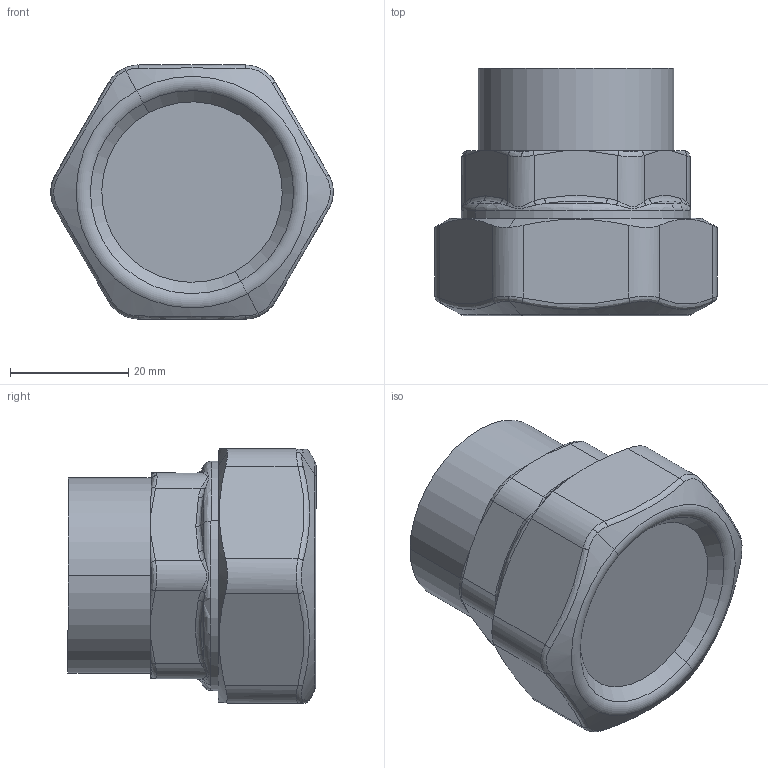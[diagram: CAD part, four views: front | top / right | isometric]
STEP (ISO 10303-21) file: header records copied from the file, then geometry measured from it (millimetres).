
FILE_DESCRIPTION(('CATIA V5 STEP Exchange','CAx-IF Rec.Pracs.--- Model Styling and Organization---1.5--- 2016-08-15','CAx-IF Rec.Pracs.---Supplemental Geometry---1.0---2011-11-01','CAx-IF Rec.Pracs.--- Composite Materials ---3.4---2017-06-13','CAx-IF Rec.Pracs.---Tessellated 3D Geometry---1.0---2015-12-17'),'2;1');
FILE_NAME('STEP_904628_-_TST.stp','2023-10-10T14:52:40+00:00',('none'),('none'),'CATIA Version 5-6 Release 2020 SP5','CATIA V5 STEP AP242 v2','none');
FILE_SCHEMA(('AP242_MANAGED_MODEL_BASED_3D_ENGINEERING_MIM_LF {1 0 10303 442 1 1 4}'));
Length unit declared in the file: millimetre
Products named in the file (1): 904628 - TST
Bounding box: 47.78 x 41.99 x 43.03 mm (x, y, z)
Volume: 47785 mm3; surface area: 8057.4 mm2
Topology: 1 solids, 1 shells, 118 faces, 280 edges, 166 vertices
Faces by surface type: bspline 60, cone 24, plane 16, cylinder 14, torus 4
Entity records: 6714 total; most frequent: CARTESIAN_POINT 4670, ORIENTED_EDGE 560, EDGE_CURVE 280, B_SPLINE_CURVE_WITH_KNOTS 200, VERTEX_POINT 166, DIRECTION 156, EDGE_LOOP 120, ADVANCED_FACE 118
